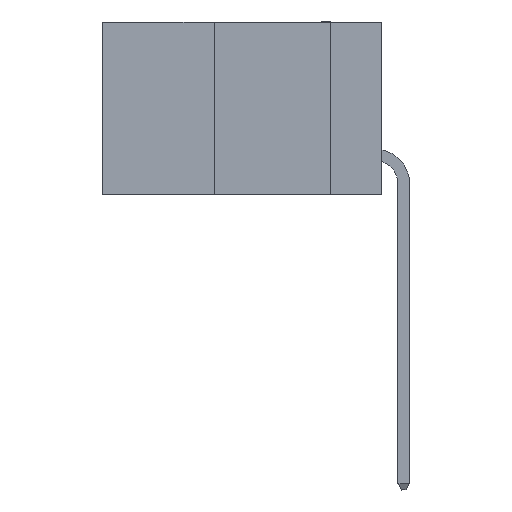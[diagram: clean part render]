
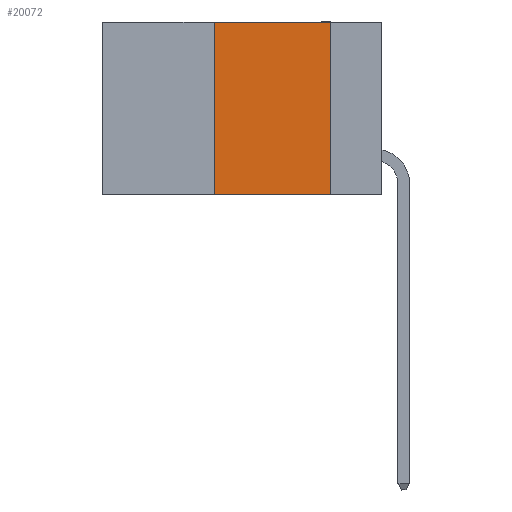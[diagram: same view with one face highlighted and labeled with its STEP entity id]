
A CAD part, left-side view. The second image highlights one B-rep face of the part: STEP entity #20072.
In plain terms, the highlighted planar face has unit normal (-1, 0, 0).
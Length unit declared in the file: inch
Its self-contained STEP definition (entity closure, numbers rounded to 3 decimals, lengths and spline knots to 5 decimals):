
#359 = CARTESIAN_POINT ( 'NONE',  ( 0., 0.6, 0. ) ) ;
#916 = EDGE_LOOP ( 'NONE', ( #16479, #2099, #18994, #31904 ) ) ;
#2099 = ORIENTED_EDGE ( 'NONE', *, *, #5099, .F. ) ;
#2146 = CARTESIAN_POINT ( 'NONE',  ( 0., 0.6, 0. ) ) ;
#2274 = AXIS2_PLACEMENT_3D ( 'NONE', #2146, #28909, #12779 ) ;
#2989 = VECTOR ( 'NONE', #26915, 39.37008 ) ;
#4141 = CARTESIAN_POINT ( 'NONE',  ( 0., 0.11, -0.37 ) ) ;
#5099 = EDGE_CURVE ( 'NONE', #31377, #8288, #10053, .T. ) ;
#5745 = DIRECTION ( 'NONE',  ( 0., -1., 0. ) ) ;
#6211 = DIRECTION ( 'NONE',  ( 0., 0., -1. ) ) ;
#6282 = CARTESIAN_POINT ( 'NONE',  ( 0., 0.11, 0. ) ) ;
#7472 = VECTOR ( 'NONE', #22545, 39.37008 ) ;
#8288 = VERTEX_POINT ( 'NONE', #6282 ) ;
#8943 = VERTEX_POINT ( 'NONE', #16785 ) ;
#9145 = EDGE_CURVE ( 'NONE', #8943, #31377, #25285, .T. ) ;
#10053 = LINE ( 'NONE', #359, #2989 ) ;
#11979 = PLANE ( 'NONE',  #2274 ) ;
#12779 = DIRECTION ( 'NONE',  ( 0., 0., -1. ) ) ;
#13024 = VECTOR ( 'NONE', #6211, 39.37008 ) ;
#15433 = EDGE_CURVE ( 'NONE', #8288, #19674, #27096, .T. ) ;
#15813 = CARTESIAN_POINT ( 'NONE',  ( 0., 0.36, 0. ) ) ;
#16479 = ORIENTED_EDGE ( 'NONE', *, *, #15433, .F. ) ;
#16785 = CARTESIAN_POINT ( 'NONE',  ( 0., 0.36, -0.37 ) ) ;
#17076 = CARTESIAN_POINT ( 'NONE',  ( 0., 0.36, 0. ) ) ;
#18994 = ORIENTED_EDGE ( 'NONE', *, *, #9145, .F. ) ;
#19509 = FACE_OUTER_BOUND ( 'NONE', #916, .T. ) ;
#19674 = VERTEX_POINT ( 'NONE', #4141 ) ;
#20072 = ADVANCED_FACE ( 'NONE', ( #19509 ), #11979, .F. ) ;
#22545 = DIRECTION ( 'NONE',  ( 0., 0., 1. ) ) ;
#25285 = LINE ( 'NONE', #17076, #7472 ) ;
#26228 = LINE ( 'NONE', #28652, #31222 ) ;
#26915 = DIRECTION ( 'NONE',  ( 0., -1., 0. ) ) ;
#27096 = LINE ( 'NONE', #27321, #13024 ) ;
#27321 = CARTESIAN_POINT ( 'NONE',  ( 0., 0.11, 0. ) ) ;
#28652 = CARTESIAN_POINT ( 'NONE',  ( 0., 0.6, -0.37 ) ) ;
#28909 = DIRECTION ( 'NONE',  ( 1., 0., 0. ) ) ;
#29101 = EDGE_CURVE ( 'NONE', #8943, #19674, #26228, .T. ) ;
#31222 = VECTOR ( 'NONE', #5745, 39.37008 ) ;
#31377 = VERTEX_POINT ( 'NONE', #15813 ) ;
#31904 = ORIENTED_EDGE ( 'NONE', *, *, #29101, .T. ) ;
